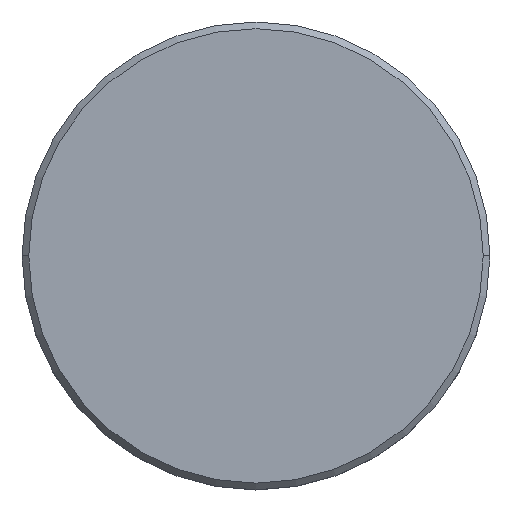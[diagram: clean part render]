
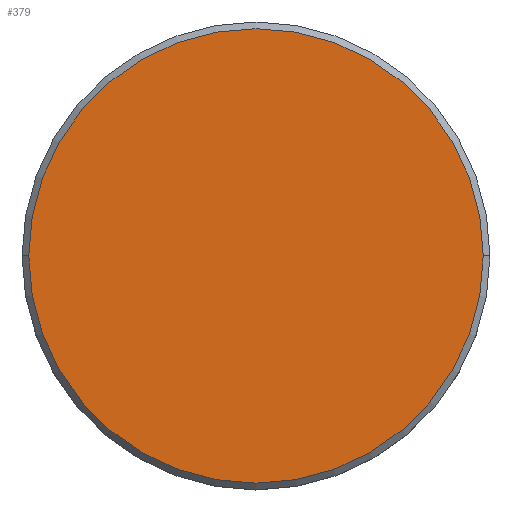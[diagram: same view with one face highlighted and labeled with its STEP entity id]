
A CAD part, top view. The second image highlights one B-rep face of the part: STEP entity #379.
In plain terms, the highlighted planar face has unit normal (0, 0, 1).
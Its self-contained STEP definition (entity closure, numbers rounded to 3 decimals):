
#34 = DIRECTION ( 'NONE',  ( 1., 0., 0. ) ) ;
#73 = EDGE_CURVE ( 'NONE', #236, #275, #540, .T. ) ;
#175 = DIRECTION ( 'NONE',  ( 0., 0., 1. ) ) ;
#186 = EDGE_CURVE ( 'NONE', #275, #236, #1145, .T. ) ;
#189 = DIRECTION ( 'NONE',  ( 0., 0., 1. ) ) ;
#221 = EDGE_LOOP ( 'NONE', ( #522, #267 ) ) ;
#236 = VERTEX_POINT ( 'NONE', #356 ) ;
#267 = ORIENTED_EDGE ( 'NONE', *, *, #186, .T. ) ;
#275 = VERTEX_POINT ( 'NONE', #1065 ) ;
#297 = CARTESIAN_POINT ( 'NONE',  ( 0., 0., 0. ) ) ;
#356 = CARTESIAN_POINT ( 'NONE',  ( -17., 0., 0. ) ) ;
#379 = ADVANCED_FACE ( 'NONE', ( #633 ), #468, .T. ) ;
#435 = AXIS2_PLACEMENT_3D ( 'NONE', #965, #175, #525 ) ;
#468 = PLANE ( 'NONE',  #765 ) ;
#522 = ORIENTED_EDGE ( 'NONE', *, *, #73, .T. ) ;
#525 = DIRECTION ( 'NONE',  ( 1., 0., 0. ) ) ;
#540 = CIRCLE ( 'NONE', #725, 17. ) ;
#633 = FACE_OUTER_BOUND ( 'NONE', #221, .T. ) ;
#725 = AXIS2_PLACEMENT_3D ( 'NONE', #772, #942, #34 ) ;
#765 = AXIS2_PLACEMENT_3D ( 'NONE', #297, #189, #926 ) ;
#772 = CARTESIAN_POINT ( 'NONE',  ( 0., 0., 0. ) ) ;
#926 = DIRECTION ( 'NONE',  ( 1., 0., 0. ) ) ;
#942 = DIRECTION ( 'NONE',  ( 0., 0., 1. ) ) ;
#965 = CARTESIAN_POINT ( 'NONE',  ( 0., 0., 0. ) ) ;
#1065 = CARTESIAN_POINT ( 'NONE',  ( 17., 0., 0. ) ) ;
#1145 = CIRCLE ( 'NONE', #435, 17. ) ;
